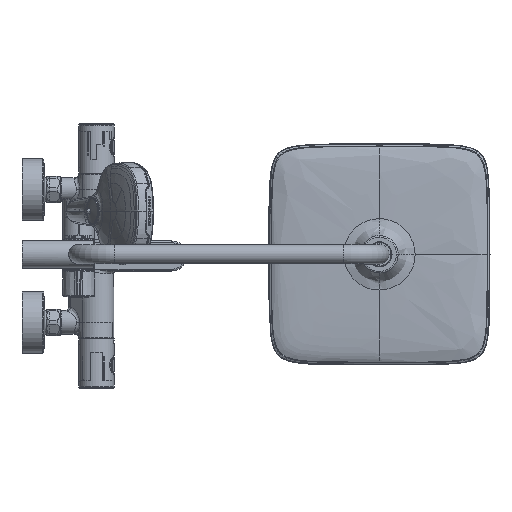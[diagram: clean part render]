
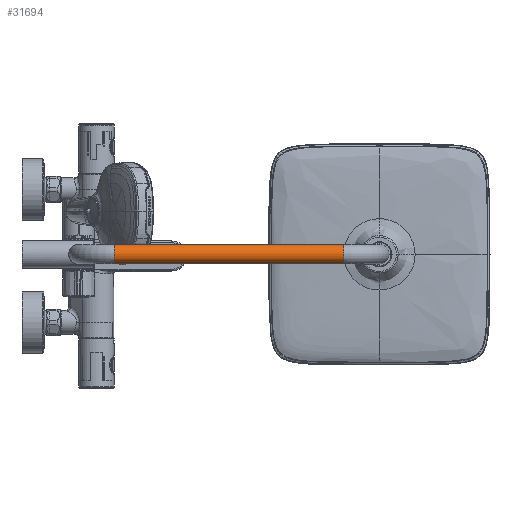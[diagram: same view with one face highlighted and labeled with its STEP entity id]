
A CAD part, top view. The second image highlights one B-rep face of the part: STEP entity #31694.
In plain terms, the highlighted cylindrical face has radius 11 mm (diameter 22 mm), a full revolution.
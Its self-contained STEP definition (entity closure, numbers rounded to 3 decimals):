
#10140=ORIENTED_EDGE('',*,*,#16110,.T.);
#10141=ORIENTED_EDGE('',*,*,#16111,.F.);
#16110=EDGE_CURVE('',#20824,#20824,#23566,.F.);
#16111=EDGE_CURVE('',#20825,#20825,#23567,.F.);
#20824=VERTEX_POINT('',#80599);
#20825=VERTEX_POINT('',#80602);
#23566=CIRCLE('',#41065,11.);
#23567=CIRCLE('',#41067,11.);
#25375=EDGE_LOOP('',(#10140));
#25376=EDGE_LOOP('',(#10141));
#28684=FACE_BOUND('',#25375,.T.);
#28685=FACE_BOUND('',#25376,.T.);
#30603=CYLINDRICAL_SURFACE('',#41066,11.);
#31694=ADVANCED_FACE('',(#28684,#28685),#30603,.T.);
#41065=AXIS2_PLACEMENT_3D('',#80598,#44879,#44880);
#41066=AXIS2_PLACEMENT_3D('',#80600,#44881,#44882);
#41067=AXIS2_PLACEMENT_3D('',#80601,#44883,#44884);
#44879=DIRECTION('',(1.,0.,0.));
#44880=DIRECTION('',(0.,0.,1.));
#44881=DIRECTION('',(1.,0.,0.));
#44882=DIRECTION('',(0.,0.,-1.));
#44883=DIRECTION('',(1.,0.,0.));
#44884=DIRECTION('',(0.,0.,1.));
#80598=CARTESIAN_POINT('',(299.5,0.,1096.));
#80599=CARTESIAN_POINT('',(299.5,0.,1107.));
#80600=CARTESIAN_POINT('',(40.5,0.,1096.));
#80601=CARTESIAN_POINT('',(40.5,0.,1096.));
#80602=CARTESIAN_POINT('',(40.5,0.,1107.));
